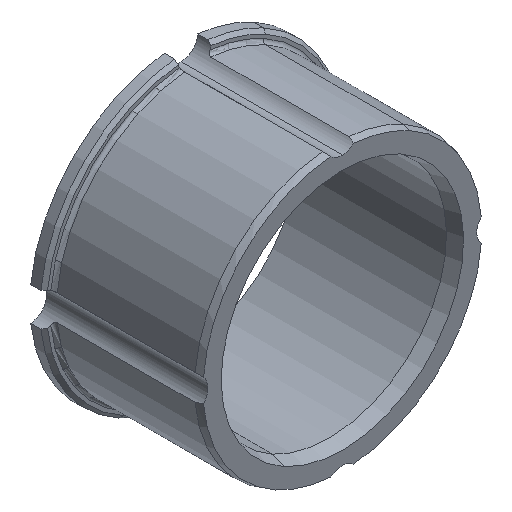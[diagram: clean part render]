
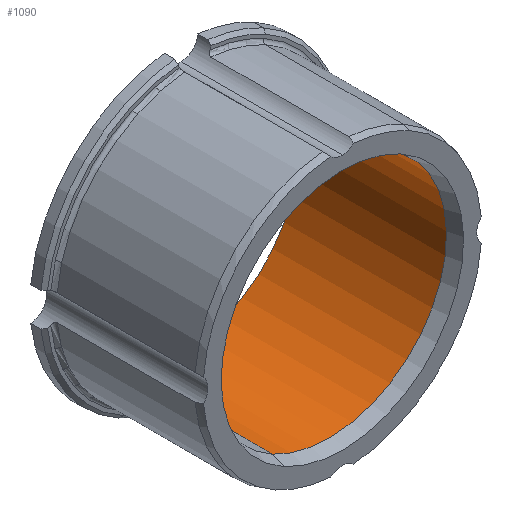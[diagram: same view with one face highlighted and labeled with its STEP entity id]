
A CAD part, isometric view. The second image highlights one B-rep face of the part: STEP entity #1090.
In plain terms, the highlighted cylindrical face has radius 17.5 mm (diameter 35 mm), a partial arc.
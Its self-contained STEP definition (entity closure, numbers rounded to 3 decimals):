
#231=CARTESIAN_POINT('Axis2P3D Location',(0.,0.,0.)) ;
#235=CARTESIAN_POINT('Vertex',(8.39,0.,15.358)) ;
#237=CARTESIAN_POINT('Vertex',(-8.39,0.,-15.358)) ;
#1023=CARTESIAN_POINT('Vertex',(8.39,-22.,15.358)) ;
#1026=CARTESIAN_POINT('Axis2P3D Location',(0.,-22.,0.)) ;
#1030=CARTESIAN_POINT('Vertex',(-8.39,-22.,-15.358)) ;
#1062=CARTESIAN_POINT('Axis2P3D Location',(0.,-12.,0.)) ;
#1067=CARTESIAN_POINT('Line Origine',(-8.39,-11.,-15.358)) ;
#1072=CARTESIAN_POINT('Line Origine',(8.39,-11.,15.358)) ;
#232=DIRECTION('Axis2P3D Direction',(0.,1.,0.)) ;
#1027=DIRECTION('Axis2P3D Direction',(0.,-1.,-0.)) ;
#1063=DIRECTION('Axis2P3D Direction',(0.,1.,0.)) ;
#1064=DIRECTION('Axis2P3D XDirection',(0.479,-0.,0.878)) ;
#1068=DIRECTION('Vector Direction',(0.,1.,0.)) ;
#1073=DIRECTION('Vector Direction',(0.,1.,0.)) ;
#233=AXIS2_PLACEMENT_3D('Circle Axis2P3D',#231,#232,$) ;
#1028=AXIS2_PLACEMENT_3D('Circle Axis2P3D',#1026,#1027,$) ;
#1065=AXIS2_PLACEMENT_3D('Cylinder Axis2P3D',#1062,#1063,#1064) ;
#1085=ORIENTED_EDGE('',*,*,#1032,.F.) ;
#1086=ORIENTED_EDGE('',*,*,#1076,.T.) ;
#1087=ORIENTED_EDGE('',*,*,#239,.T.) ;
#1088=ORIENTED_EDGE('',*,*,#1071,.F.) ;
#1069=VECTOR('Line Direction',#1068,1.) ;
#1074=VECTOR('Line Direction',#1073,1.) ;
#1090=ADVANCED_FACE('PartBody',(#1089),#1066,.F.) ;
#234=CIRCLE('generated circle',#233,17.5) ;
#1029=CIRCLE('generated circle',#1028,17.5) ;
#1066=CYLINDRICAL_SURFACE('generated cylinder',#1065,17.5) ;
#239=EDGE_CURVE('',#236,#238,#234,.T.) ;
#1032=EDGE_CURVE('',#1024,#1031,#1029,.F.) ;
#1071=EDGE_CURVE('',#1031,#238,#1070,.T.) ;
#1076=EDGE_CURVE('',#1024,#236,#1075,.T.) ;
#1084=EDGE_LOOP('',(#1085,#1086,#1087,#1088)) ;
#1089=FACE_OUTER_BOUND('',#1084,.T.) ;
#1070=LINE('Line',#1067,#1069) ;
#1075=LINE('Line',#1072,#1074) ;
#236=VERTEX_POINT('',#235) ;
#238=VERTEX_POINT('',#237) ;
#1024=VERTEX_POINT('',#1023) ;
#1031=VERTEX_POINT('',#1030) ;
